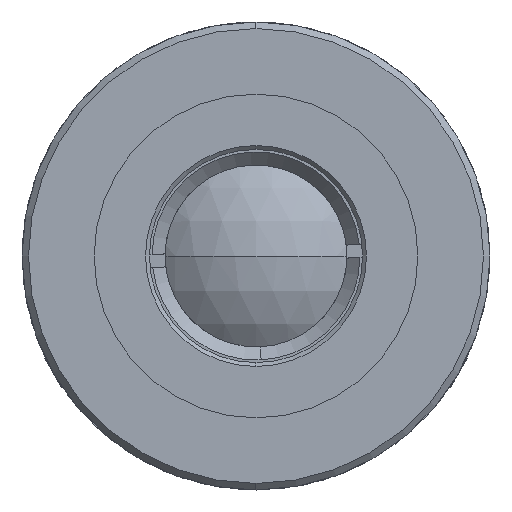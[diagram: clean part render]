
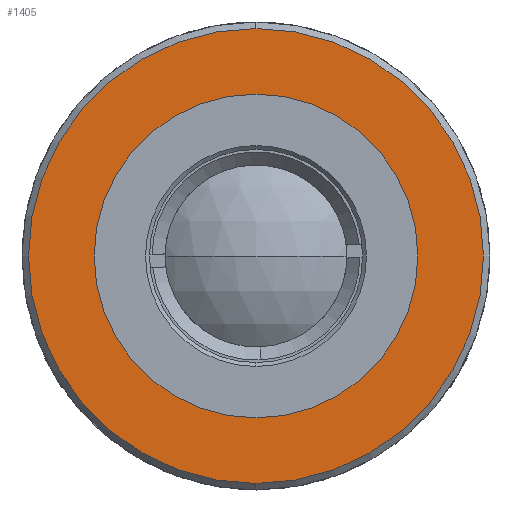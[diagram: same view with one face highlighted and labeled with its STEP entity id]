
A CAD part, left-side view. The second image highlights one B-rep face of the part: STEP entity #1405.
In plain terms, the highlighted planar face has unit normal (-1, 0, 0).
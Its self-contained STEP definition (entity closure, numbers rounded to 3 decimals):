
#66 = VERTEX_POINT ( 'NONE', #725 ) ;
#83 = DIRECTION ( 'NONE',  ( -1., 0., 0. ) ) ;
#330 = EDGE_LOOP ( 'NONE', ( #3921, #2717 ) ) ;
#396 = FACE_OUTER_BOUND ( 'NONE', #330, .T. ) ;
#523 = CIRCLE ( 'NONE', #4721, 17.5 ) ;
#552 = CIRCLE ( 'NONE', #1864, 17.5 ) ;
#572 = DIRECTION ( 'NONE',  ( 0., 0., -1. ) ) ;
#671 = DIRECTION ( 'NONE',  ( -1., 0., 0. ) ) ;
#725 = CARTESIAN_POINT ( 'NONE',  ( -5.002, 0., 17.5 ) ) ;
#759 = PLANE ( 'NONE',  #3748 ) ;
#781 = EDGE_CURVE ( 'NONE', #1015, #2564, #1427, .T. ) ;
#888 = CARTESIAN_POINT ( 'NONE',  ( -5.002, 0., -12.45 ) ) ;
#1002 = EDGE_LOOP ( 'NONE', ( #2073, #3775 ) ) ;
#1010 = EDGE_CURVE ( 'NONE', #66, #3427, #523, .T. ) ;
#1015 = VERTEX_POINT ( 'NONE', #4631 ) ;
#1092 = FACE_BOUND ( 'NONE', #1002, .T. ) ;
#1298 = DIRECTION ( 'NONE',  ( 0., 0., 1. ) ) ;
#1405 = ADVANCED_FACE ( 'NONE', ( #396, #1092 ), #759, .F. ) ;
#1427 = CIRCLE ( 'NONE', #4953, 12.45 ) ;
#1852 = CARTESIAN_POINT ( 'NONE',  ( -5.002, 0., 0. ) ) ;
#1864 = AXIS2_PLACEMENT_3D ( 'NONE', #1852, #671, #572 ) ;
#2073 = ORIENTED_EDGE ( 'NONE', *, *, #781, .F. ) ;
#2130 = CARTESIAN_POINT ( 'NONE',  ( -5.002, 0., -17.5 ) ) ;
#2196 = EDGE_CURVE ( 'NONE', #3427, #66, #552, .T. ) ;
#2350 = DIRECTION ( 'NONE',  ( -1., 0., 0. ) ) ;
#2564 = VERTEX_POINT ( 'NONE', #888 ) ;
#2618 = CARTESIAN_POINT ( 'NONE',  ( -5.002, 0., 0. ) ) ;
#2717 = ORIENTED_EDGE ( 'NONE', *, *, #1010, .T. ) ;
#3191 = DIRECTION ( 'NONE',  ( 0., 0., 1. ) ) ;
#3361 = DIRECTION ( 'NONE',  ( -1., 0., 0. ) ) ;
#3383 = DIRECTION ( 'NONE',  ( 0., 0., -1. ) ) ;
#3427 = VERTEX_POINT ( 'NONE', #2130 ) ;
#3602 = CIRCLE ( 'NONE', #5004, 12.45 ) ;
#3748 = AXIS2_PLACEMENT_3D ( 'NONE', #4622, #4674, #3840 ) ;
#3775 = ORIENTED_EDGE ( 'NONE', *, *, #4946, .F. ) ;
#3840 = DIRECTION ( 'NONE',  ( 0., 0., -1. ) ) ;
#3921 = ORIENTED_EDGE ( 'NONE', *, *, #2196, .T. ) ;
#4026 = CARTESIAN_POINT ( 'NONE',  ( -5.002, 0., 0. ) ) ;
#4622 = CARTESIAN_POINT ( 'NONE',  ( -5.002, 18., 0. ) ) ;
#4631 = CARTESIAN_POINT ( 'NONE',  ( -5.002, 0., 12.45 ) ) ;
#4674 = DIRECTION ( 'NONE',  ( 1., 0., 0. ) ) ;
#4721 = AXIS2_PLACEMENT_3D ( 'NONE', #2618, #3361, #3383 ) ;
#4946 = EDGE_CURVE ( 'NONE', #2564, #1015, #3602, .T. ) ;
#4953 = AXIS2_PLACEMENT_3D ( 'NONE', #5103, #2350, #3191 ) ;
#5004 = AXIS2_PLACEMENT_3D ( 'NONE', #4026, #83, #1298 ) ;
#5103 = CARTESIAN_POINT ( 'NONE',  ( -5.002, 0., 0. ) ) ;
